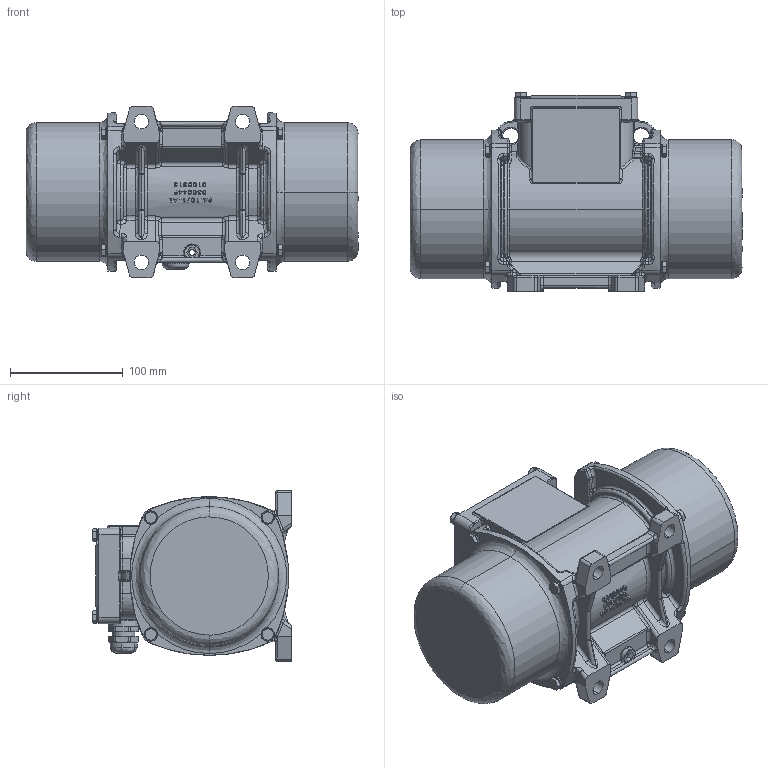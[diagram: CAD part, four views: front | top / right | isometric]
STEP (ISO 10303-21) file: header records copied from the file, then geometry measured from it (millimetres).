
FILE_DESCRIPTION (( 'STEP AP203' ), '1' );
FILE_NAME ('NES 25210 #03022000.STEP', '2019-01-15T14:56:48', ( '' ), ( '' ), 'SwSTEP 2.0', 'SolidWorks 2015', '' );
FILE_SCHEMA (( 'CONFIG_CONTROL_DESIGN' ));
Products named in the file (1): NES 25210 #03022000
Bounding box: 295 x 176.6 x 152 mm (x, y, z)
Volume: 3730823.1 mm3; surface area: 215477.1 mm2
Topology: 1 solids, 1 shells, 1703 faces, 4150 edges, 2461 vertices
Faces by surface type: bspline 699, plane 438, cylinder 430, cone 136
Entity records: 79892 total; most frequent: CARTESIAN_POINT 45803, ORIENTED_EDGE 8220, DIRECTION 5495, EDGE_CURVE 4110, VERTEX_POINT 2461, AXIS2_PLACEMENT_3D 2082, EDGE_LOOP 1769, FACE_OUTER_BOUND 1703
